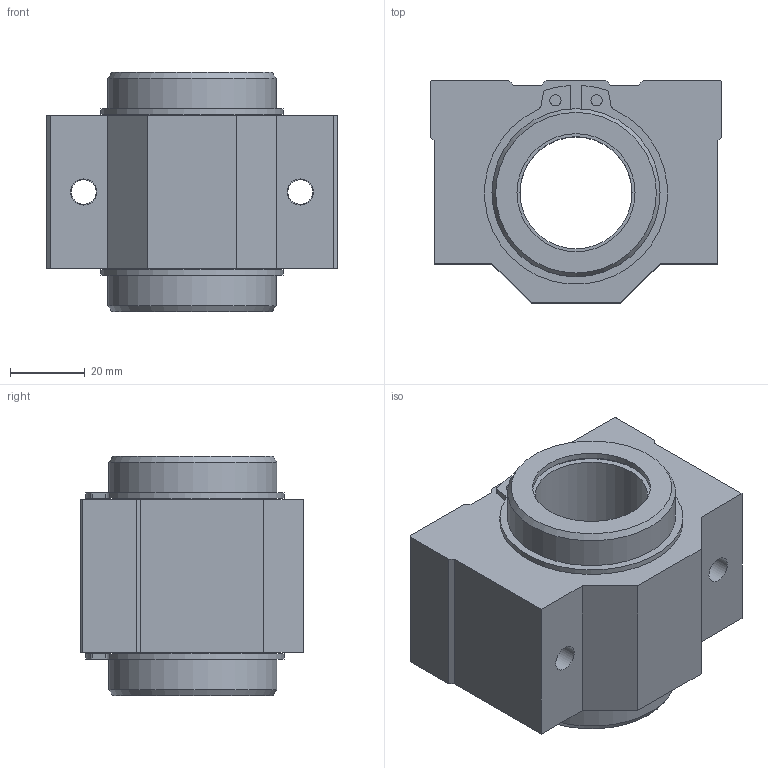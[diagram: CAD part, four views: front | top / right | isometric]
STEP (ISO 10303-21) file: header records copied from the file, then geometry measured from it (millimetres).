
FILE_DESCRIPTION(/* description */ ('STEP AP203'),/* implementation_level */ '2;1');
FILE_NAME(/* name */ 'SC30SUU',/* time_stamp */ '2022-08-20T03:11:18+02:00',/* author */ ('License CC BY-ND 4.0'),/* organization */ ('CADENAS'),/* preprocessor_version */ 'ST-DEVELOPER v18.102',/* originating_system */ 'PARTsolutions',/* authorisation */ ' ');
FILE_SCHEMA (('CONFIG_CONTROL_DESIGN'));
Length unit declared in the file: millimetre
Products named in the file (4): SC30SUU; Retaining ring GB 894.1-86 45; LM30; SC30SUUbody
Assembly tree (4 placements, depth 2):
  SC30SUU
    Retaining ring GB 894.1-86 45  x2
    LM30
    SC30SUUbody
Bounding box: 78 x 59.5 x 64 mm (x, y, z)
Volume: 155877.2 mm3; surface area: 44304.5 mm2
Topology: 4 solids, 4 shells, 87 faces, 203 edges, 134 vertices
Faces by surface type: plane 46, cylinder 37, cone 4
Full cylindrical faces by diameter (mm): 3 x4, 6.647 x2, 7 x2, 30 x1, 31.6 x2, 33.2 x2, 43 x2, 45 x4
Entity records: 2029 total; most frequent: DIRECTION 350, CARTESIAN_POINT 322, ORIENTED_EDGE 280, EDGE_CURVE 140, AXIS2_PLACEMENT_3D 134, EDGE_LOOP 114, FACE_BOUND 114, VERTEX_POINT 106
